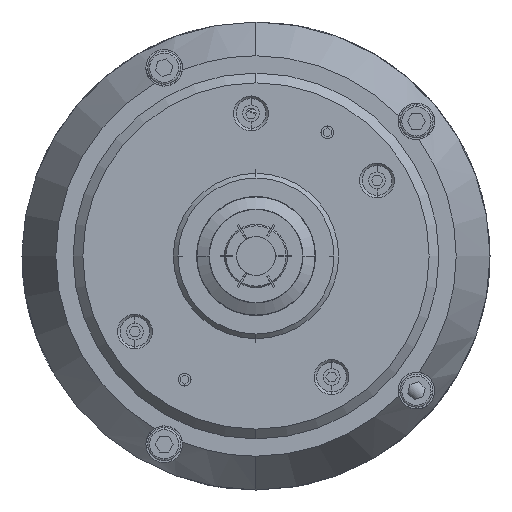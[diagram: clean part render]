
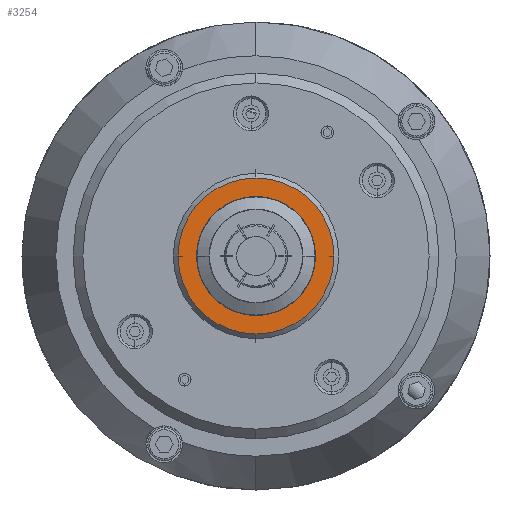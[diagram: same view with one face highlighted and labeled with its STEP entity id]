
A CAD part, left-side view. The second image highlights one B-rep face of the part: STEP entity #3254.
In plain terms, the highlighted planar face has unit normal (-1, 0, 0).
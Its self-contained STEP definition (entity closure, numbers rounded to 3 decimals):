
#2440 = EDGE_CURVE ( 'NONE', #2488, #2442, #4649, .T. ) ;
#2442 = VERTEX_POINT ( 'NONE', #4641 ) ;
#2471 = VERTEX_POINT ( 'NONE', #4668 ) ;
#2476 = EDGE_CURVE ( 'NONE', #3032, #2471, #4672, .T. ) ;
#2488 = VERTEX_POINT ( 'NONE', #4713 ) ;
#3032 = VERTEX_POINT ( 'NONE', #5562 ) ;
#3082 = EDGE_CURVE ( 'NONE', #3087, #3129, #6011, .T. ) ;
#3086 = EDGE_CURVE ( 'NONE', #3129, #3101, #6012, .T. ) ;
#3087 = VERTEX_POINT ( 'NONE', #5933 ) ;
#3094 = VERTEX_POINT ( 'NONE', #5922 ) ;
#3101 = VERTEX_POINT ( 'NONE', #5919 ) ;
#3110 = EDGE_CURVE ( 'NONE', #2442, #2488, #5961, .T. ) ;
#3114 = EDGE_CURVE ( 'NONE', #3168, #3140, #5904, .T. ) ;
#3116 = VERTEX_POINT ( 'NONE', #5982 ) ;
#3125 = EDGE_CURVE ( 'NONE', #3140, #3032, #5971, .T. ) ;
#3127 = EDGE_CURVE ( 'NONE', #3167, #3116, #5967, .T. ) ;
#3129 = VERTEX_POINT ( 'NONE', #5980 ) ;
#3138 = EDGE_CURVE ( 'NONE', #3116, #3168, #6077, .T. ) ;
#3140 = VERTEX_POINT ( 'NONE', #6096 ) ;
#3159 = EDGE_LOOP ( 'NONE', ( #3162, #3251 ) ) ;
#3162 = ORIENTED_EDGE ( 'NONE', *, *, #2440, .T. ) ;
#3167 = VERTEX_POINT ( 'NONE', #6105 ) ;
#3168 = VERTEX_POINT ( 'NONE', #6128 ) ;
#3182 = EDGE_CURVE ( 'NONE', #3101, #3167, #15884, .T. ) ;
#3187 = EDGE_CURVE ( 'NONE', #2471, #3094, #15886, .T. ) ;
#3189 = ORIENTED_EDGE ( 'NONE', *, *, #2476, .T. ) ;
#3190 = ORIENTED_EDGE ( 'NONE', *, *, #3127, .T. ) ;
#3191 = ORIENTED_EDGE ( 'NONE', *, *, #3252, .T. ) ;
#3192 = ORIENTED_EDGE ( 'NONE', *, *, #3114, .T. ) ;
#3194 = ORIENTED_EDGE ( 'NONE', *, *, #3214, .T. ) ;
#3198 = EDGE_CURVE ( 'NONE', #3206, #3207, #15874, .T. ) ;
#3206 = VERTEX_POINT ( 'NONE', #15685 ) ;
#3207 = VERTEX_POINT ( 'NONE', #15680 ) ;
#3212 = ORIENTED_EDGE ( 'NONE', *, *, #3187, .T. ) ;
#3213 = VERTEX_POINT ( 'NONE', #15675 ) ;
#3214 = EDGE_CURVE ( 'NONE', #3213, #3206, #15674, .T. ) ;
#3244 = ORIENTED_EDGE ( 'NONE', *, *, #3082, .T. ) ;
#3245 = ORIENTED_EDGE ( 'NONE', *, *, #3198, .T. ) ;
#3250 = ORIENTED_EDGE ( 'NONE', *, *, #3138, .T. ) ;
#3251 = ORIENTED_EDGE ( 'NONE', *, *, #3110, .T. ) ;
#3252 = EDGE_CURVE ( 'NONE', #3094, #3213, #15861, .T. ) ;
#3253 = ORIENTED_EDGE ( 'NONE', *, *, #3265, .T. ) ;
#3254 = ADVANCED_FACE ( 'NONE', ( #15711, #15859 ), #15854, .F. ) ;
#3259 = ORIENTED_EDGE ( 'NONE', *, *, #3086, .T. ) ;
#3261 = EDGE_LOOP ( 'NONE', ( #3245, #3253, #3244, #3259, #3269, #3190, #3250, #3192, #3268, #3189, #3212, #3191, #3194 ) ) ;
#3265 = EDGE_CURVE ( 'NONE', #3207, #3087, #15840, .T. ) ;
#3268 = ORIENTED_EDGE ( 'NONE', *, *, #3125, .T. ) ;
#3269 = ORIENTED_EDGE ( 'NONE', *, *, #3182, .T. ) ;
#4638 = DIRECTION ( 'NONE',  ( 0., -1., 0. ) ) ;
#4639 = DIRECTION ( 'NONE',  ( -1., 0., 0. ) ) ;
#4640 = CARTESIAN_POINT ( 'NONE',  ( -20., 0., 0. ) ) ;
#4641 = CARTESIAN_POINT ( 'NONE',  ( -20., 20., 0. ) ) ;
#4642 = AXIS2_PLACEMENT_3D ( 'NONE', #4640, #4639, #4638 ) ;
#4649 = CIRCLE ( 'NONE', #4642, 20. ) ;
#4668 = CARTESIAN_POINT ( 'NONE',  ( -20., 15.25, 0. ) ) ;
#4672 = CIRCLE ( 'NONE', #4717, 15.25 ) ;
#4713 = CARTESIAN_POINT ( 'NONE',  ( -20., -20., 0. ) ) ;
#4716 = DIRECTION ( 'NONE',  ( 0., 1., 0. ) ) ;
#4717 = AXIS2_PLACEMENT_3D ( 'NONE', #4723, #4725, #4716 ) ;
#4723 = CARTESIAN_POINT ( 'NONE',  ( -20., 0., 0. ) ) ;
#4725 = DIRECTION ( 'NONE',  ( 1., 0., 0. ) ) ;
#5562 = CARTESIAN_POINT ( 'NONE',  ( -20., 15.238, -0.607 ) ) ;
#5904 = CIRCLE ( 'NONE', #5962, 15.25 ) ;
#5919 = CARTESIAN_POINT ( 'NONE',  ( -20., -15.238, -0.607 ) ) ;
#5922 = CARTESIAN_POINT ( 'NONE',  ( -20., 15.238, 0.607 ) ) ;
#5925 = DIRECTION ( 'NONE',  ( 0., 1., 0. ) ) ;
#5926 = DIRECTION ( 'NONE',  ( 1., 0., 0. ) ) ;
#5927 = CARTESIAN_POINT ( 'NONE',  ( -20., 0., 0. ) ) ;
#5933 = CARTESIAN_POINT ( 'NONE',  ( -20., -8.145, 12.893 ) ) ;
#5939 = AXIS2_PLACEMENT_3D ( 'NONE', #5942, #6062, #6061 ) ;
#5942 = CARTESIAN_POINT ( 'NONE',  ( -20., 0., 0. ) ) ;
#5943 = DIRECTION ( 'NONE',  ( 0., 1., 0. ) ) ;
#5944 = DIRECTION ( 'NONE',  ( 1., 0., 0. ) ) ;
#5945 = CARTESIAN_POINT ( 'NONE',  ( -20., 0., 0. ) ) ;
#5950 = DIRECTION ( 'NONE',  ( 0., -1., 0. ) ) ;
#5951 = DIRECTION ( 'NONE',  ( -1., 0., 0. ) ) ;
#5952 = CARTESIAN_POINT ( 'NONE',  ( -20., 0., 0. ) ) ;
#5953 = AXIS2_PLACEMENT_3D ( 'NONE', #5952, #5951, #5950 ) ;
#5961 = CIRCLE ( 'NONE', #5953, 20. ) ;
#5962 = AXIS2_PLACEMENT_3D ( 'NONE', #5945, #5944, #5943 ) ;
#5967 = CIRCLE ( 'NONE', #5939, 15.25 ) ;
#5968 = DIRECTION ( 'NONE',  ( 0., 0.5, 0.866 ) ) ;
#5969 = VECTOR ( 'NONE', #5968, 1000. ) ;
#5970 = CARTESIAN_POINT ( 'NONE',  ( -20., 8.145, -12.893 ) ) ;
#5971 = LINE ( 'NONE', #5970, #5969 ) ;
#5980 = CARTESIAN_POINT ( 'NONE',  ( -20., -15.238, 0.607 ) ) ;
#5982 = CARTESIAN_POINT ( 'NONE',  ( -20., -7.093, -13.5 ) ) ;
#6005 = DIRECTION ( 'NONE',  ( 0., -0.5, -0.866 ) ) ;
#6006 = VECTOR ( 'NONE', #6005, 1000. ) ;
#6007 = CARTESIAN_POINT ( 'NONE',  ( -20., -15.238, 0.607 ) ) ;
#6011 = LINE ( 'NONE', #6007, #6006 ) ;
#6012 = CIRCLE ( 'NONE', #6037, 15.25 ) ;
#6037 = AXIS2_PLACEMENT_3D ( 'NONE', #5927, #5926, #5925 ) ;
#6061 = DIRECTION ( 'NONE',  ( 0., 1., 0. ) ) ;
#6062 = DIRECTION ( 'NONE',  ( 1., 0., 0. ) ) ;
#6077 = LINE ( 'NONE', #6099, #6098 ) ;
#6096 = CARTESIAN_POINT ( 'NONE',  ( -20., 8.145, -12.893 ) ) ;
#6097 = DIRECTION ( 'NONE',  ( 0., 1., 0. ) ) ;
#6098 = VECTOR ( 'NONE', #6097, 1000. ) ;
#6099 = CARTESIAN_POINT ( 'NONE',  ( -20., 7.093, -13.5 ) ) ;
#6105 = CARTESIAN_POINT ( 'NONE',  ( -20., -8.145, -12.893 ) ) ;
#6128 = CARTESIAN_POINT ( 'NONE',  ( -20., 7.093, -13.5 ) ) ;
#15663 = DIRECTION ( 'NONE',  ( 0., 1., 0. ) ) ;
#15664 = DIRECTION ( 'NONE',  ( 1., 0., 0. ) ) ;
#15674 = CIRCLE ( 'NONE', #15677, 15.25 ) ;
#15675 = CARTESIAN_POINT ( 'NONE',  ( -20., 8.145, 12.893 ) ) ;
#15676 = CARTESIAN_POINT ( 'NONE',  ( -20., 0., 0. ) ) ;
#15677 = AXIS2_PLACEMENT_3D ( 'NONE', #15676, #15664, #15663 ) ;
#15680 = CARTESIAN_POINT ( 'NONE',  ( -20., -7.093, 13.5 ) ) ;
#15682 = DIRECTION ( 'NONE',  ( 0., -1., 0. ) ) ;
#15683 = VECTOR ( 'NONE', #15682, 1000. ) ;
#15684 = CARTESIAN_POINT ( 'NONE',  ( -20., 7.093, 13.5 ) ) ;
#15685 = CARTESIAN_POINT ( 'NONE',  ( -20., 7.093, 13.5 ) ) ;
#15711 = FACE_BOUND ( 'NONE', #3261, .T. ) ;
#15840 = CIRCLE ( 'NONE', #15853, 15.25 ) ;
#15843 = DIRECTION ( 'NONE',  ( 0., 1., 0. ) ) ;
#15844 = DIRECTION ( 'NONE',  ( 1., 0., 0. ) ) ;
#15848 = AXIS2_PLACEMENT_3D ( 'NONE', #15870, #15844, #15843 ) ;
#15850 = DIRECTION ( 'NONE',  ( 0., -0.5, 0.866 ) ) ;
#15851 = VECTOR ( 'NONE', #15850, 1000. ) ;
#15852 = CARTESIAN_POINT ( 'NONE',  ( -20., 0., 0. ) ) ;
#15853 = AXIS2_PLACEMENT_3D ( 'NONE', #15852, #15891, #15890 ) ;
#15854 = PLANE ( 'NONE',  #15848 ) ;
#15859 = FACE_OUTER_BOUND ( 'NONE', #3159, .T. ) ;
#15860 = CARTESIAN_POINT ( 'NONE',  ( -20., 15.238, 0.607 ) ) ;
#15861 = LINE ( 'NONE', #15860, #15851 ) ;
#15870 = CARTESIAN_POINT ( 'NONE',  ( -20., 20., 0. ) ) ;
#15874 = LINE ( 'NONE', #15684, #15683 ) ;
#15875 = DIRECTION ( 'NONE',  ( 0., 1., 0. ) ) ;
#15876 = DIRECTION ( 'NONE',  ( 1., 0., 0. ) ) ;
#15877 = CARTESIAN_POINT ( 'NONE',  ( -20., 0., 0. ) ) ;
#15880 = AXIS2_PLACEMENT_3D ( 'NONE', #15877, #15876, #15875 ) ;
#15881 = DIRECTION ( 'NONE',  ( 0., 0.5, -0.866 ) ) ;
#15882 = VECTOR ( 'NONE', #15881, 1000. ) ;
#15883 = CARTESIAN_POINT ( 'NONE',  ( -20., -8.145, -12.893 ) ) ;
#15884 = LINE ( 'NONE', #15883, #15882 ) ;
#15886 = CIRCLE ( 'NONE', #15880, 15.25 ) ;
#15890 = DIRECTION ( 'NONE',  ( 0., 1., 0. ) ) ;
#15891 = DIRECTION ( 'NONE',  ( 1., 0., 0. ) ) ;
